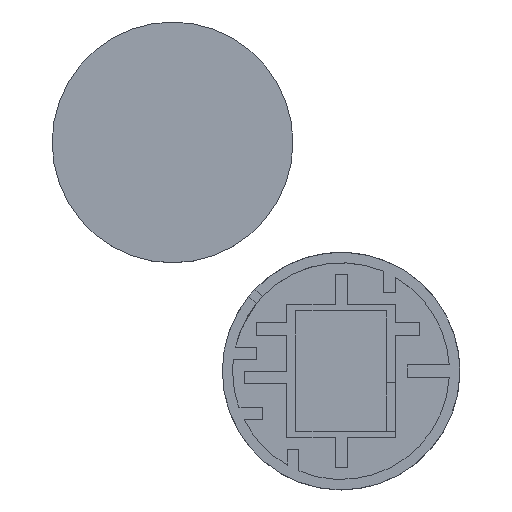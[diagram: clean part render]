
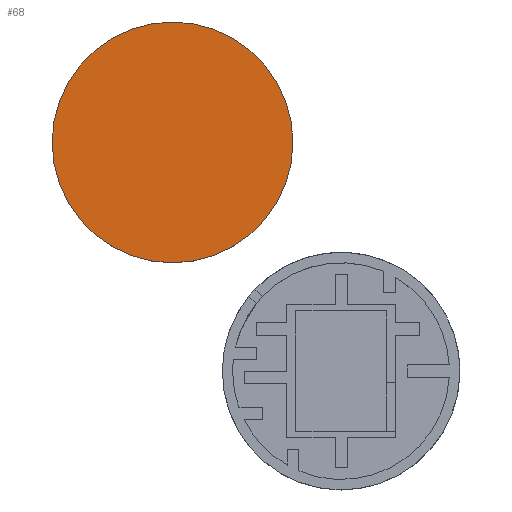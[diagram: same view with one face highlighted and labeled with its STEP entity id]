
A CAD part, top view. The second image highlights one B-rep face of the part: STEP entity #68.
In plain terms, the highlighted planar face has unit normal (0, 0, 1).
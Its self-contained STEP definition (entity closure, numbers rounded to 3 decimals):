
#34=CARTESIAN_POINT('',(42.,128.,1.9));
#35=VERTEX_POINT('',#34);
#42=CARTESIAN_POINT('',(62.,128.,1.9));
#43=DIRECTION('',(0.,0.,1.));
#44=DIRECTION('',(-1.,0.,0.));
#45=AXIS2_PLACEMENT_3D('',#42,#43,#44);
#46=CIRCLE('',#45,20.);
#47=EDGE_CURVE('',#35,#35,#46,.T.);
#60=CARTESIAN_POINT('',(-28.,-12.,1.9));
#61=DIRECTION('',(0.,0.,1.));
#62=DIRECTION('',(-1.,0.,0.));
#63=AXIS2_PLACEMENT_3D('',#60,#61,#62);
#64=PLANE('',#63);
#65=ORIENTED_EDGE('',*,*,#47,.T.);
#66=EDGE_LOOP('',(#65));
#67=FACE_BOUND('',#66,.T.);
#68=ADVANCED_FACE('',(#67),#64,.T.);
